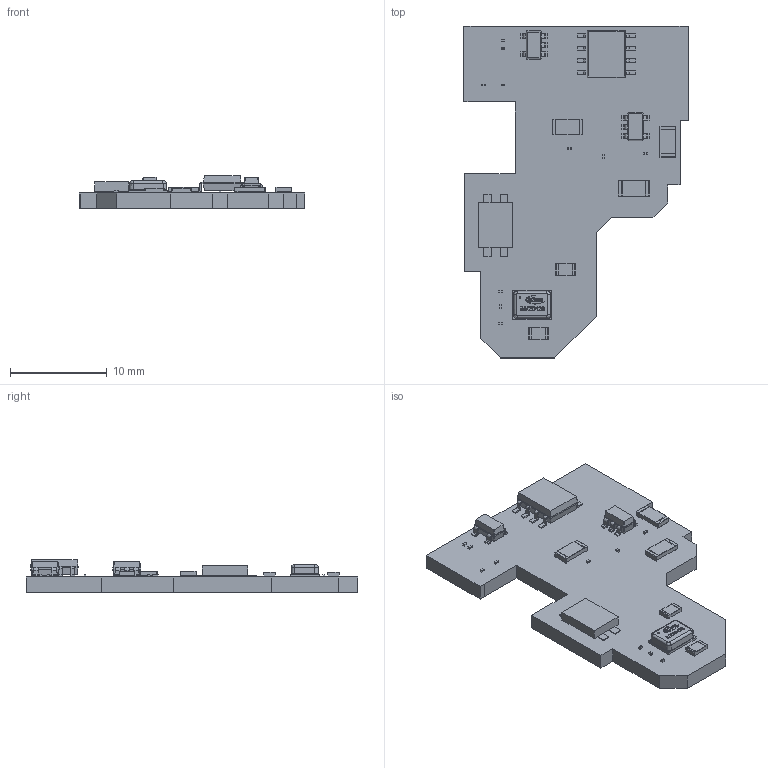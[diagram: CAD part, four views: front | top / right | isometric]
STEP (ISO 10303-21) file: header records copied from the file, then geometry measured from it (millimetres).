
FILE_DESCRIPTION(('KiCad electronic assembly'),'2;1');
FILE_NAME('ANSELMO.step','2024-04-24T00:37:48',('Pcbnew'),('Kicad'), 'Open CASCADE STEP processor 7.7','KiCad to STEP converter','Unknown' );
FILE_SCHEMA(('AUTOMOTIVE_DESIGN { 1 0 10303 214 1 1 1 1 }'));
Length unit declared in the file: millimetre
Products named in the file (16): ANSELMO 1; SOT-23-5; SOLID; EVQ-PUB02K; COMPOUND; C_01005_0402Metric; MCP4152-104E_SN; R_0805_2012Metric; R_1206_3216Metric; IM72D128 MEMS microphone; _autosave-ANSELMO PCB
Assembly tree (28 placements, depth 3):
  ANSELMO 1
    SOT-23-5  x2
      SOLID
    EVQ-PUB02K
      COMPOUND
    C_01005_0402Metric  x10
      SOLID
    MCP4152-104E_SN
      COMPOUND
    R_0805_2012Metric  x2
      SOLID
    R_1206_3216Metric  x3
      SOLID
    IM72D128 MEMS microphone
      COMPOUND
    _autosave-ANSELMO PCB
Bounding box: 23.25 x 34.29 x 3.4 mm (x, y, z)
Volume: 994.1 mm3; surface area: 1673.7 mm2
Topology: 32 solids, 70 shells, 881 faces, 2439 edges, 1683 vertices
Faces by surface type: plane 569, cylinder 242, bspline 70
Full cylindrical faces by diameter (mm): 0.6 x1, 0.8 x1
Entity records: 33978 total; most frequent: CARTESIAN_POINT 9439, DIRECTION 3717, LINE 2453, VECTOR 2453, ORIENTED_EDGE 2324, PCURVE 2324, DEFINITIONAL_REPRESENTATION 2324, EDGE_CURVE 1310
